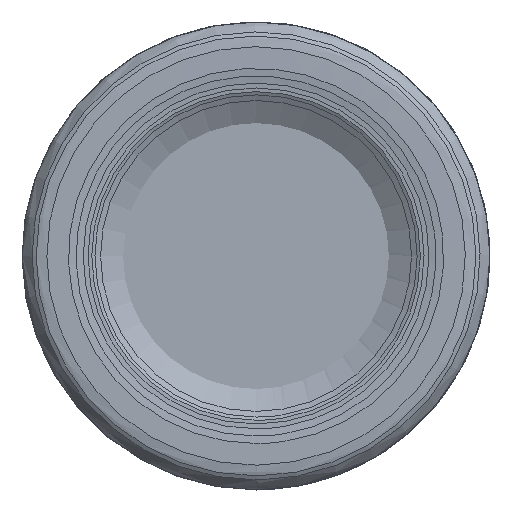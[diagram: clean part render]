
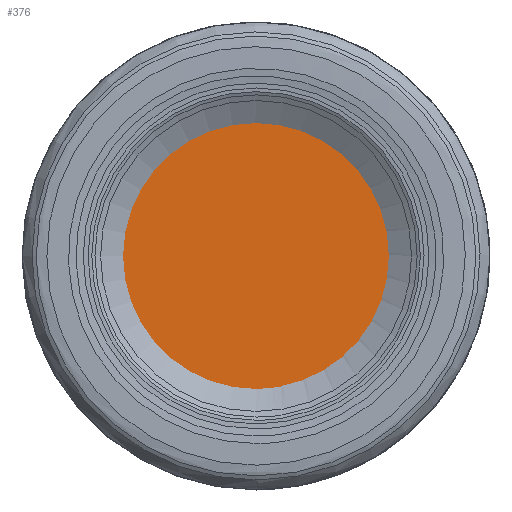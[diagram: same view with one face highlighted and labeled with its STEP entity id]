
A CAD part, left-side view. The second image highlights one B-rep face of the part: STEP entity #376.
In plain terms, the highlighted planar face has unit normal (-1, 0, 0).
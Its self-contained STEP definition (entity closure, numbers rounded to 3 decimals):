
#376=ADVANCED_FACE('',(#414),#412,.F.);
#412=PLANE('',#773);
#414=FACE_OUTER_BOUND('',#442,.T.);
#442=EDGE_LOOP('',(#536));
#536=ORIENTED_EDGE('',*,*,#663,.T.);
#616=VERTEX_POINT('',#1016);
#663=EDGE_CURVE('',#616,#616,#710,.T.);
#710=CIRCLE('',#771,5.321);
#771=AXIS2_PLACEMENT_3D('',#1015,#861,#862);
#773=AXIS2_PLACEMENT_3D('',#1018,#865,#866);
#861=DIRECTION('',(-1.,0.,0.));
#862=DIRECTION('',(0.,0.,1.));
#865=DIRECTION('',(1.,0.,0.));
#866=DIRECTION('',(0.,0.,-1.));
#1015=CARTESIAN_POINT('',(0.7,0.,0.));
#1016=CARTESIAN_POINT('',(0.7,0.,5.321));
#1018=CARTESIAN_POINT('',(0.7,0.,0.));
